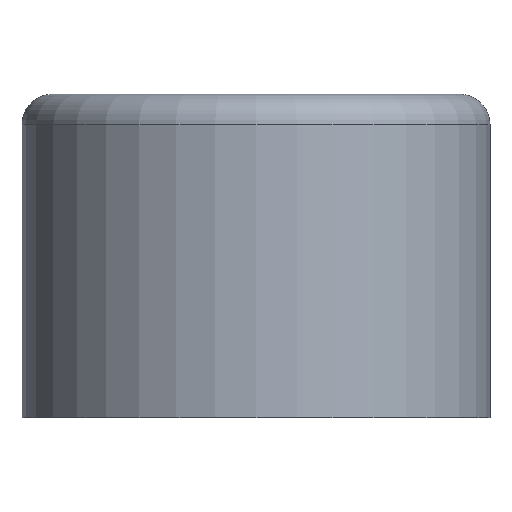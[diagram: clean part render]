
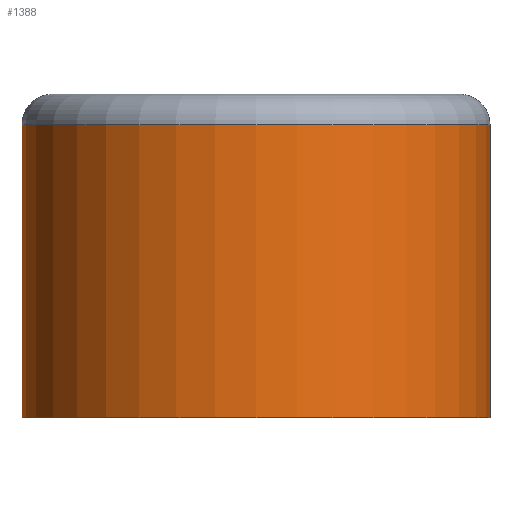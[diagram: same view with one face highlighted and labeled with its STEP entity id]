
A CAD part, front view. The second image highlights one B-rep face of the part: STEP entity #1388.
In plain terms, the highlighted cylindrical face has radius 26.75 mm (diameter 53.5 mm), a full revolution.
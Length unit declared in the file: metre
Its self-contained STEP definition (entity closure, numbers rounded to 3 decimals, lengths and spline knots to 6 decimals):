
#413=ORIENTED_EDGE('',*,*,#824,.T.);
#414=ORIENTED_EDGE('',*,*,#825,.T.);
#824=EDGE_CURVE('',#1027,#1027,#1135,.F.);
#825=EDGE_CURVE('',#1028,#1028,#1136,.T.);
#1027=VERTEX_POINT('',#2193);
#1028=VERTEX_POINT('',#2195);
#1135=CIRCLE('',#1512,0.02675);
#1136=CIRCLE('',#1513,0.02675);
#1184=EDGE_LOOP('',(#413));
#1185=EDGE_LOOP('',(#414));
#1272=FACE_BOUND('',#1184,.T.);
#1273=FACE_BOUND('',#1185,.T.);
#1354=CYLINDRICAL_SURFACE('',#1511,0.02675);
#1388=ADVANCED_FACE('',(#1272,#1273),#1354,.T.);
#1511=AXIS2_PLACEMENT_3D('',#2191,#1737,#1738);
#1512=AXIS2_PLACEMENT_3D('',#2192,#1739,#1740);
#1513=AXIS2_PLACEMENT_3D('',#2194,#1741,#1742);
#1737=DIRECTION('',(0.,0.,-1.));
#1738=DIRECTION('',(-1.,0.,0.));
#1739=DIRECTION('',(0.,0.,1.));
#1740=DIRECTION('',(1.,0.,0.));
#1741=DIRECTION('',(0.,0.,1.));
#1742=DIRECTION('',(1.,0.,0.));
#2191=CARTESIAN_POINT('',(0.,0.,0.035));
#2192=CARTESIAN_POINT('',(0.,0.,0.0335));
#2193=CARTESIAN_POINT('',(0.02675,0.,0.0335));
#2194=CARTESIAN_POINT('',(0.,0.,0.));
#2195=CARTESIAN_POINT('',(0.02675,0.,0.));
